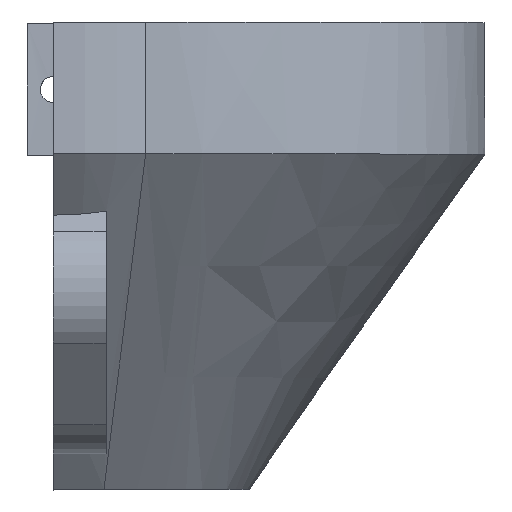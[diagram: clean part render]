
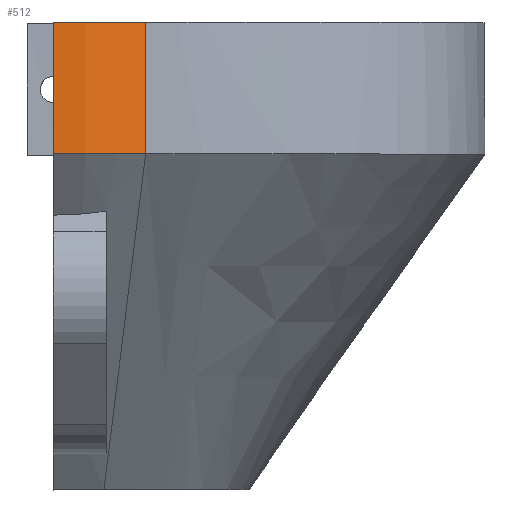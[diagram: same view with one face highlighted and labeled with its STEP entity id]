
A CAD part, top view. The second image highlights one B-rep face of the part: STEP entity #512.
In plain terms, the highlighted cylindrical face has radius 7 mm (diameter 14 mm), a partial arc.
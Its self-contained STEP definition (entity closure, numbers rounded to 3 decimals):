
#50=CYLINDRICAL_SURFACE('',#551,7.);
#72=FACE_OUTER_BOUND('',#105,.T.);
#105=EDGE_LOOP('',(#436,#437,#438,#439));
#121=CIRCLE('',#541,7.);
#125=CIRCLE('',#552,7.);
#144=LINE('',#886,#187);
#161=LINE('',#1150,#204);
#187=VECTOR('',#595,10.);
#204=VECTOR('',#650,10.);
#230=VERTEX_POINT('',#853);
#231=VERTEX_POINT('',#885);
#243=VERTEX_POINT('',#974);
#253=VERTEX_POINT('',#1149);
#285=EDGE_CURVE('',#231,#230,#144,.T.);
#301=EDGE_CURVE('',#243,#231,#121,.T.);
#319=EDGE_CURVE('',#243,#253,#161,.T.);
#321=EDGE_CURVE('',#230,#253,#125,.T.);
#436=ORIENTED_EDGE('',*,*,#301,.T.);
#437=ORIENTED_EDGE('',*,*,#285,.T.);
#438=ORIENTED_EDGE('',*,*,#321,.T.);
#439=ORIENTED_EDGE('',*,*,#319,.F.);
#512=ADVANCED_FACE('',(#72),#50,.T.);
#541=AXIS2_PLACEMENT_3D('',#975,#622,#623);
#551=AXIS2_PLACEMENT_3D('',#1152,#652,#653);
#552=AXIS2_PLACEMENT_3D('',#1153,#654,#655);
#595=DIRECTION('',(0.,1.,0.));
#622=DIRECTION('center_axis',(0.,1.,0.));
#623=DIRECTION('ref_axis',(-0.5,0.,0.866));
#650=DIRECTION('',(0.,1.,0.));
#652=DIRECTION('center_axis',(0.,-1.,0.));
#653=DIRECTION('ref_axis',(-0.5,0.,0.866));
#654=DIRECTION('center_axis',(0.,-1.,0.));
#655=DIRECTION('ref_axis',(-0.5,0.,0.866));
#853=CARTESIAN_POINT('',(3.498,5.,23.551));
#885=CARTESIAN_POINT('',(3.498,0.,23.551));
#886=CARTESIAN_POINT('',(3.498,0.,23.551));
#974=CARTESIAN_POINT('',(0.,0.,24.488));
#975=CARTESIAN_POINT('Origin',(0.,0.,17.488));
#1149=CARTESIAN_POINT('',(0.,5.,24.488));
#1150=CARTESIAN_POINT('',(0.,0.,24.488));
#1152=CARTESIAN_POINT('Origin',(0.,0.,17.488));
#1153=CARTESIAN_POINT('Origin',(0.,5.,17.488));
